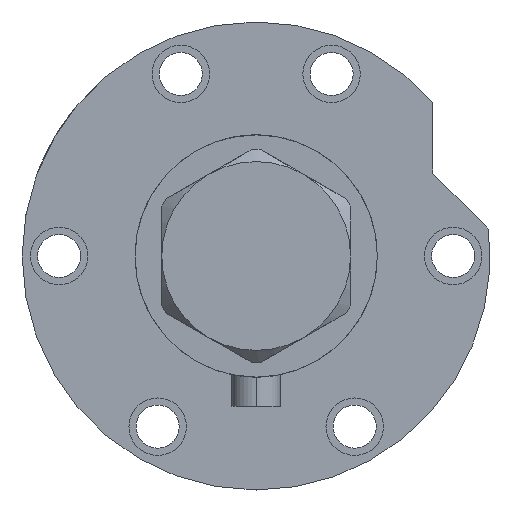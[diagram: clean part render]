
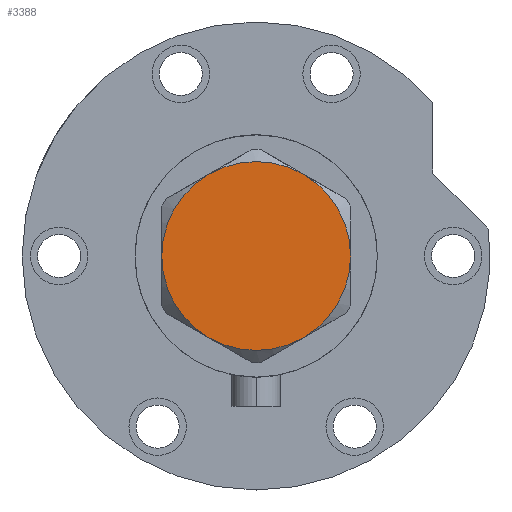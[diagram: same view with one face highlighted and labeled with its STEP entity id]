
A CAD part, left-side view. The second image highlights one B-rep face of the part: STEP entity #3388.
In plain terms, the highlighted face is planar.
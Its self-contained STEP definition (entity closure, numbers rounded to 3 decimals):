
#8 = CIRCLE ( 'NONE', #3066, 23. ) ;
#170 = CARTESIAN_POINT ( 'NONE',  ( 0., 0., 13. ) ) ;
#377 = DIRECTION ( 'NONE',  ( 0., 0., 1. ) ) ;
#408 = CARTESIAN_POINT ( 'NONE',  ( 0., 0., 13. ) ) ;
#448 = DIRECTION ( 'NONE',  ( 0., 0., 1. ) ) ;
#471 = ORIENTED_EDGE ( 'NONE', *, *, #730, .T. ) ;
#482 = CARTESIAN_POINT ( 'NONE',  ( 11.5, 19.919, 13. ) ) ;
#542 = DIRECTION ( 'NONE',  ( 1., 0., 0. ) ) ;
#730 = EDGE_CURVE ( 'NONE', #3109, #1481, #3849, .T. ) ;
#925 = AXIS2_PLACEMENT_3D ( 'NONE', #6106, #2842, #542 ) ;
#1076 = ORIENTED_EDGE ( 'NONE', *, *, #1667, .T. ) ;
#1115 = AXIS2_PLACEMENT_3D ( 'NONE', #1884, #3631, #3258 ) ;
#1366 = DIRECTION ( 'NONE',  ( 1., 0., 0. ) ) ;
#1481 = VERTEX_POINT ( 'NONE', #2272 ) ;
#1621 = DIRECTION ( 'NONE',  ( 1., 0., 0. ) ) ;
#1651 = EDGE_CURVE ( 'NONE', #3134, #5862, #5940, .T. ) ;
#1667 = EDGE_CURVE ( 'NONE', #1481, #3503, #2579, .T. ) ;
#1884 = CARTESIAN_POINT ( 'NONE',  ( 0., 0., 13. ) ) ;
#1901 = EDGE_CURVE ( 'NONE', #3899, #3134, #8, .T. ) ;
#2074 = DIRECTION ( 'NONE',  ( 0., 0., 1. ) ) ;
#2272 = CARTESIAN_POINT ( 'NONE',  ( 23., 0., 13. ) ) ;
#2287 = EDGE_LOOP ( 'NONE', ( #471, #1076, #3167, #2441, #4519, #4827 ) ) ;
#2310 = CIRCLE ( 'NONE', #5260, 23. ) ;
#2335 = CARTESIAN_POINT ( 'NONE',  ( 0., 0., 13. ) ) ;
#2356 = DIRECTION ( 'NONE',  ( 0., 0., 1. ) ) ;
#2441 = ORIENTED_EDGE ( 'NONE', *, *, #1901, .T. ) ;
#2579 = CIRCLE ( 'NONE', #3566, 23. ) ;
#2737 = FACE_OUTER_BOUND ( 'NONE', #2287, .T. ) ;
#2791 = CARTESIAN_POINT ( 'NONE',  ( 0., 0., 13. ) ) ;
#2810 = CARTESIAN_POINT ( 'NONE',  ( -23., 0., 13. ) ) ;
#2842 = DIRECTION ( 'NONE',  ( 0., 0., 1. ) ) ;
#3066 = AXIS2_PLACEMENT_3D ( 'NONE', #408, #2356, #1621 ) ;
#3092 = AXIS2_PLACEMENT_3D ( 'NONE', #170, #2074, #5308 ) ;
#3109 = VERTEX_POINT ( 'NONE', #3577 ) ;
#3134 = VERTEX_POINT ( 'NONE', #2810 ) ;
#3167 = ORIENTED_EDGE ( 'NONE', *, *, #5897, .T. ) ;
#3169 = DIRECTION ( 'NONE',  ( 0., 0., 1. ) ) ;
#3258 = DIRECTION ( 'NONE',  ( 1., 0., 0. ) ) ;
#3388 = ADVANCED_FACE ( 'NONE', ( #2737 ), #5557, .T. ) ;
#3503 = VERTEX_POINT ( 'NONE', #482 ) ;
#3566 = AXIS2_PLACEMENT_3D ( 'NONE', #2791, #448, #4209 ) ;
#3577 = CARTESIAN_POINT ( 'NONE',  ( 11.5, -19.919, 13. ) ) ;
#3631 = DIRECTION ( 'NONE',  ( 0., 0., 1. ) ) ;
#3636 = CARTESIAN_POINT ( 'NONE',  ( 0., 0., 13. ) ) ;
#3849 = CIRCLE ( 'NONE', #4439, 23. ) ;
#3899 = VERTEX_POINT ( 'NONE', #4983 ) ;
#4209 = DIRECTION ( 'NONE',  ( 1., 0., 0. ) ) ;
#4437 = DIRECTION ( 'NONE',  ( 1., 0., 0. ) ) ;
#4439 = AXIS2_PLACEMENT_3D ( 'NONE', #3636, #3169, #4437 ) ;
#4519 = ORIENTED_EDGE ( 'NONE', *, *, #1651, .T. ) ;
#4827 = ORIENTED_EDGE ( 'NONE', *, *, #5227, .T. ) ;
#4983 = CARTESIAN_POINT ( 'NONE',  ( -11.5, 19.919, 13. ) ) ;
#5227 = EDGE_CURVE ( 'NONE', #5862, #3109, #2310, .T. ) ;
#5260 = AXIS2_PLACEMENT_3D ( 'NONE', #2335, #377, #1366 ) ;
#5308 = DIRECTION ( 'NONE',  ( 1., 0., 0. ) ) ;
#5405 = CARTESIAN_POINT ( 'NONE',  ( -11.5, -19.919, 13. ) ) ;
#5557 = PLANE ( 'NONE',  #1115 ) ;
#5767 = CIRCLE ( 'NONE', #3092, 23. ) ;
#5862 = VERTEX_POINT ( 'NONE', #5405 ) ;
#5897 = EDGE_CURVE ( 'NONE', #3503, #3899, #5767, .T. ) ;
#5940 = CIRCLE ( 'NONE', #925, 23. ) ;
#6106 = CARTESIAN_POINT ( 'NONE',  ( 0., 0., 13. ) ) ;
